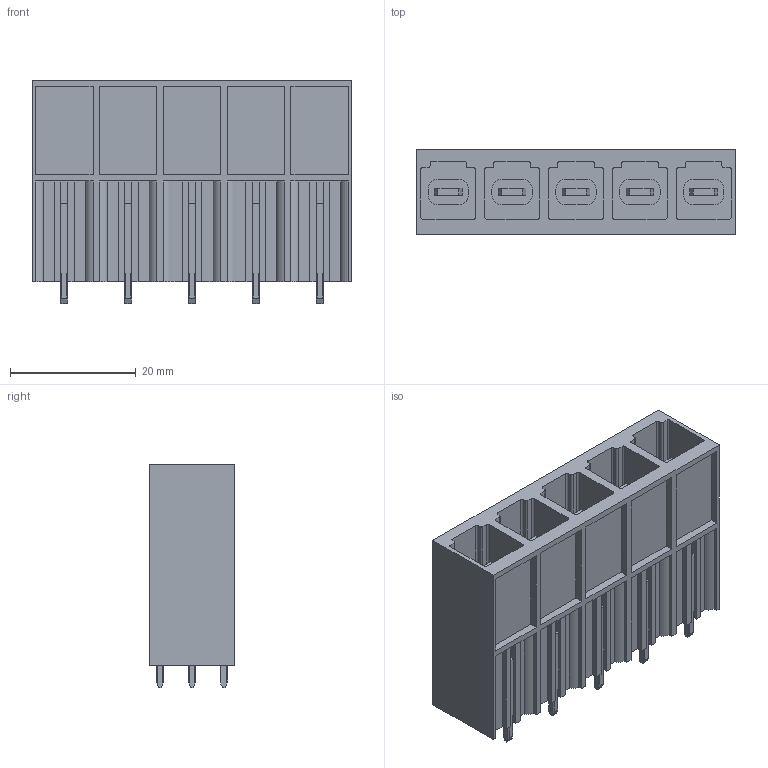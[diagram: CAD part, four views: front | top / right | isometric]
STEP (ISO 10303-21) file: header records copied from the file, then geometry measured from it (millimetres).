
FILE_DESCRIPTION(('CATIA V5 STEP Exchange','CAx-IF Rec.Pracs.--- Model Styling and Organization---1.2---2011-12-15'),'2;1');
FILE_NAME ('D1456663_0_1813440000_1813440000.stp','2018-11-27T05:23:02+00:00',('none'),('Weidmueller'),'CATIA Version 5-6 Release 2014','CATIA V5 STEP AP214','none');
FILE_SCHEMA(('AUTOMOTIVE_DESIGN { 1 0 10303 214 1 1 1 1 }'));
Length unit declared in the file: millimetre
Products named in the file (1): 1813440000
Bounding box: 50.8 x 13.6 x 35.5 mm (x, y, z)
Volume: 10195.3 mm3; surface area: 16863.8 mm2
Topology: 6 solids, 6 shells, 736 faces, 2137 edges, 1423 vertices
Faces by surface type: plane 646, cylinder 90
Entity records: 21700 total; most frequent: ORIENTED_EDGE 4274, CARTESIAN_POINT 3934, DIRECTION 2733, EDGE_CURVE 2137, VECTOR 1907, LINE 1907, VERTEX_POINT 1423, EDGE_LOOP 756
